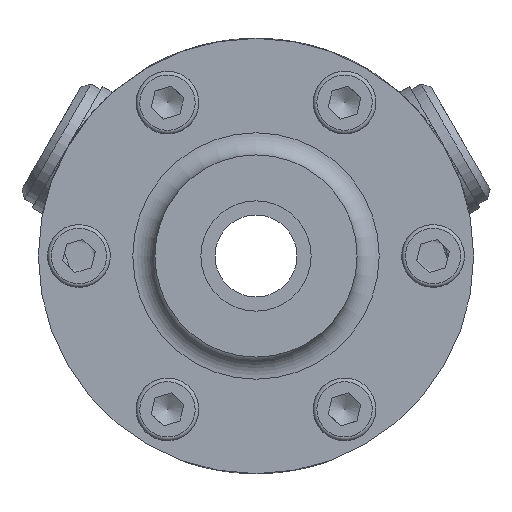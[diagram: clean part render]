
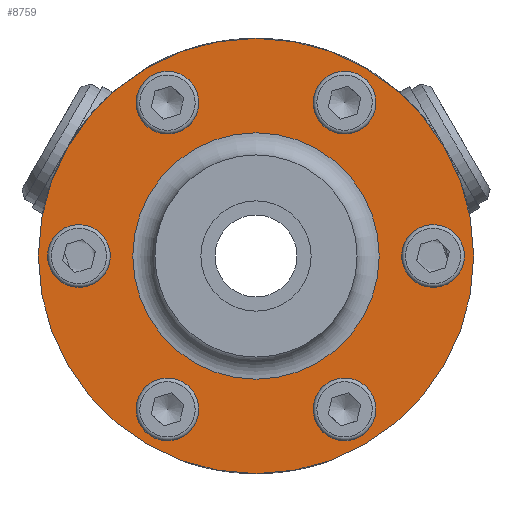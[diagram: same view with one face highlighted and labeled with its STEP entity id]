
A CAD part, left-side view. The second image highlights one B-rep face of the part: STEP entity #8759.
In plain terms, the highlighted planar face has unit normal (-1, 0, 0).
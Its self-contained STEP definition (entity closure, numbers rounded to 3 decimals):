
#256=FACE_BOUND('',#1555,.T.);
#257=FACE_BOUND('',#1556,.T.);
#258=FACE_BOUND('',#1557,.T.);
#259=FACE_BOUND('',#1558,.T.);
#260=FACE_BOUND('',#1559,.T.);
#261=FACE_BOUND('',#1560,.T.);
#262=FACE_BOUND('',#1561,.T.);
#599=PLANE('',#9432);
#1033=FACE_OUTER_BOUND('',#1554,.T.);
#1554=EDGE_LOOP('',(#7567,#7568));
#1555=EDGE_LOOP('',(#7569,#7570));
#1556=EDGE_LOOP('',(#7571,#7572));
#1557=EDGE_LOOP('',(#7573,#7574));
#1558=EDGE_LOOP('',(#7575,#7576));
#1559=EDGE_LOOP('',(#7577,#7578));
#1560=EDGE_LOOP('',(#7579,#7580));
#1561=EDGE_LOOP('',(#7581,#7582));
#2113=CIRCLE('',#9372,4.25);
#2114=CIRCLE('',#9373,4.25);
#2121=CIRCLE('',#9390,4.25);
#2122=CIRCLE('',#9391,4.25);
#2129=CIRCLE('',#9408,4.25);
#2130=CIRCLE('',#9409,4.25);
#2139=CIRCLE('',#9430,29.5);
#2140=CIRCLE('',#9431,29.5);
#2141=CIRCLE('',#9433,4.25);
#2142=CIRCLE('',#9434,4.25);
#2143=CIRCLE('',#9435,4.25);
#2144=CIRCLE('',#9436,4.25);
#2145=CIRCLE('',#9437,4.25);
#2146=CIRCLE('',#9438,4.25);
#2147=CIRCLE('',#9439,16.7);
#2148=CIRCLE('',#9440,16.7);
#4019=VERTEX_POINT('',#45890);
#4020=VERTEX_POINT('',#45891);
#4040=VERTEX_POINT('',#45964);
#4041=VERTEX_POINT('',#45965);
#4061=VERTEX_POINT('',#46038);
#4062=VERTEX_POINT('',#46039);
#4079=VERTEX_POINT('',#46110);
#4080=VERTEX_POINT('',#46111);
#4081=VERTEX_POINT('',#46116);
#4082=VERTEX_POINT('',#46117);
#4083=VERTEX_POINT('',#46120);
#4084=VERTEX_POINT('',#46121);
#4085=VERTEX_POINT('',#46124);
#4086=VERTEX_POINT('',#46125);
#4087=VERTEX_POINT('',#46128);
#4088=VERTEX_POINT('',#46129);
#5206=EDGE_CURVE('',#4019,#4020,#2113,.T.);
#5207=EDGE_CURVE('',#4020,#4019,#2114,.T.);
#5235=EDGE_CURVE('',#4040,#4041,#2121,.T.);
#5236=EDGE_CURVE('',#4041,#4040,#2122,.T.);
#5264=EDGE_CURVE('',#4061,#4062,#2129,.T.);
#5265=EDGE_CURVE('',#4062,#4061,#2130,.T.);
#5292=EDGE_CURVE('',#4079,#4080,#2139,.T.);
#5293=EDGE_CURVE('',#4080,#4079,#2140,.T.);
#5295=EDGE_CURVE('',#4081,#4082,#2141,.T.);
#5296=EDGE_CURVE('',#4082,#4081,#2142,.T.);
#5297=EDGE_CURVE('',#4083,#4084,#2143,.T.);
#5298=EDGE_CURVE('',#4084,#4083,#2144,.T.);
#5299=EDGE_CURVE('',#4085,#4086,#2145,.T.);
#5300=EDGE_CURVE('',#4086,#4085,#2146,.T.);
#5301=EDGE_CURVE('',#4087,#4088,#2147,.T.);
#5302=EDGE_CURVE('',#4088,#4087,#2148,.T.);
#7567=ORIENTED_EDGE('',*,*,#5292,.T.);
#7568=ORIENTED_EDGE('',*,*,#5293,.T.);
#7569=ORIENTED_EDGE('',*,*,#5295,.T.);
#7570=ORIENTED_EDGE('',*,*,#5296,.T.);
#7571=ORIENTED_EDGE('',*,*,#5206,.T.);
#7572=ORIENTED_EDGE('',*,*,#5207,.T.);
#7573=ORIENTED_EDGE('',*,*,#5297,.T.);
#7574=ORIENTED_EDGE('',*,*,#5298,.T.);
#7575=ORIENTED_EDGE('',*,*,#5235,.T.);
#7576=ORIENTED_EDGE('',*,*,#5236,.T.);
#7577=ORIENTED_EDGE('',*,*,#5299,.T.);
#7578=ORIENTED_EDGE('',*,*,#5300,.T.);
#7579=ORIENTED_EDGE('',*,*,#5264,.T.);
#7580=ORIENTED_EDGE('',*,*,#5265,.T.);
#7581=ORIENTED_EDGE('',*,*,#5301,.F.);
#7582=ORIENTED_EDGE('',*,*,#5302,.F.);
#8759=ADVANCED_FACE('',(#1033,#256,#257,#258,#259,#260,#261,#262),#599,
 .T.);
#9372=AXIS2_PLACEMENT_3D('',#45892,#11020,#11021);
#9373=AXIS2_PLACEMENT_3D('',#45893,#11022,#11023);
#9390=AXIS2_PLACEMENT_3D('',#45966,#11070,#11071);
#9391=AXIS2_PLACEMENT_3D('',#45967,#11072,#11073);
#9408=AXIS2_PLACEMENT_3D('',#46040,#11120,#11121);
#9409=AXIS2_PLACEMENT_3D('',#46041,#11122,#11123);
#9430=AXIS2_PLACEMENT_3D('',#46112,#11175,#11176);
#9431=AXIS2_PLACEMENT_3D('',#46113,#11177,#11178);
#9432=AXIS2_PLACEMENT_3D('',#46115,#11180,#11181);
#9433=AXIS2_PLACEMENT_3D('',#46118,#11182,#11183);
#9434=AXIS2_PLACEMENT_3D('',#46119,#11184,#11185);
#9435=AXIS2_PLACEMENT_3D('',#46122,#11186,#11187);
#9436=AXIS2_PLACEMENT_3D('',#46123,#11188,#11189);
#9437=AXIS2_PLACEMENT_3D('',#46126,#11190,#11191);
#9438=AXIS2_PLACEMENT_3D('',#46127,#11192,#11193);
#9439=AXIS2_PLACEMENT_3D('',#46130,#11194,#11195);
#9440=AXIS2_PLACEMENT_3D('',#46131,#11196,#11197);
#11020=DIRECTION('center_axis',(1.,0.,0.));
#11021=DIRECTION('ref_axis',(0.,-0.283,-0.959));
#11022=DIRECTION('center_axis',(1.,0.,0.));
#11023=DIRECTION('ref_axis',(0.,-0.283,-0.959));
#11070=DIRECTION('center_axis',(1.,0.,0.));
#11071=DIRECTION('ref_axis',(0.,-0.689,0.725));
#11072=DIRECTION('center_axis',(1.,0.,0.));
#11073=DIRECTION('ref_axis',(0.,-0.689,0.725));
#11120=DIRECTION('center_axis',(1.,0.,0.));
#11121=DIRECTION('ref_axis',(0.,0.972,0.235));
#11122=DIRECTION('center_axis',(1.,0.,0.));
#11123=DIRECTION('ref_axis',(0.,0.972,0.235));
#11175=DIRECTION('center_axis',(-1.,0.,0.));
#11176=DIRECTION('ref_axis',(0.,-1.,0.));
#11177=DIRECTION('center_axis',(-1.,0.,0.));
#11178=DIRECTION('ref_axis',(0.,-1.,0.));
#11180=DIRECTION('center_axis',(-1.,0.,0.));
#11181=DIRECTION('ref_axis',(0.,-1.,0.));
#11182=DIRECTION('center_axis',(1.,0.,0.));
#11183=DIRECTION('ref_axis',(0.,0.689,-0.725));
#11184=DIRECTION('center_axis',(1.,0.,0.));
#11185=DIRECTION('ref_axis',(0.,0.689,-0.725));
#11186=DIRECTION('center_axis',(1.,0.,0.));
#11187=DIRECTION('ref_axis',(0.,-0.972,-0.235));
#11188=DIRECTION('center_axis',(1.,0.,0.));
#11189=DIRECTION('ref_axis',(0.,-0.972,-0.235));
#11190=DIRECTION('center_axis',(1.,0.,0.));
#11191=DIRECTION('ref_axis',(0.,0.283,0.959));
#11192=DIRECTION('center_axis',(1.,0.,0.));
#11193=DIRECTION('ref_axis',(0.,0.283,0.959));
#11194=DIRECTION('center_axis',(-1.,0.,0.));
#11195=DIRECTION('ref_axis',(0.,-1.,0.));
#11196=DIRECTION('center_axis',(-1.,0.,0.));
#11197=DIRECTION('ref_axis',(0.,-1.,0.));
#45890=CARTESIAN_POINT('',(-124.61,10.798,16.708));
#45891=CARTESIAN_POINT('',(-124.61,13.202,24.861));
#45892=CARTESIAN_POINT('Origin',(-124.61,12.,20.785));
#45893=CARTESIAN_POINT('Origin',(-124.61,12.,20.785));
#45964=CARTESIAN_POINT('',(-124.61,9.071,-17.705));
#45965=CARTESIAN_POINT('',(-124.61,14.929,-23.864));
#45966=CARTESIAN_POINT('Origin',(-124.61,12.,-20.785));
#45967=CARTESIAN_POINT('Origin',(-124.61,12.,-20.785));
#46038=CARTESIAN_POINT('',(-124.61,-19.869,0.997));
#46039=CARTESIAN_POINT('',(-124.61,-28.131,-0.997));
#46040=CARTESIAN_POINT('Origin',(-124.61,-24.,0.));
#46041=CARTESIAN_POINT('Origin',(-124.61,-24.,0.));
#46110=CARTESIAN_POINT('',(-124.61,-29.5,0.));
#46111=CARTESIAN_POINT('',(-124.61,29.5,0.));
#46112=CARTESIAN_POINT('Origin',(-124.61,0.,0.));
#46113=CARTESIAN_POINT('Origin',(-124.61,0.,0.));
#46115=CARTESIAN_POINT('Origin',(-124.61,-23.1,0.));
#46116=CARTESIAN_POINT('',(-124.61,-9.071,17.705));
#46117=CARTESIAN_POINT('',(-124.61,-14.929,23.864));
#46118=CARTESIAN_POINT('Origin',(-124.61,-12.,20.785));
#46119=CARTESIAN_POINT('Origin',(-124.61,-12.,20.785));
#46120=CARTESIAN_POINT('',(-124.61,19.869,-0.997));
#46121=CARTESIAN_POINT('',(-124.61,28.131,0.997));
#46122=CARTESIAN_POINT('Origin',(-124.61,24.,0.));
#46123=CARTESIAN_POINT('Origin',(-124.61,24.,0.));
#46124=CARTESIAN_POINT('',(-124.61,-10.798,-16.708));
#46125=CARTESIAN_POINT('',(-124.61,-13.202,-24.861));
#46126=CARTESIAN_POINT('Origin',(-124.61,-12.,-20.785));
#46127=CARTESIAN_POINT('Origin',(-124.61,-12.,-20.785));
#46128=CARTESIAN_POINT('',(-124.61,-16.7,0.));
#46129=CARTESIAN_POINT('',(-124.61,16.7,0.));
#46130=CARTESIAN_POINT('Origin',(-124.61,0.,0.));
#46131=CARTESIAN_POINT('Origin',(-124.61,0.,0.));
